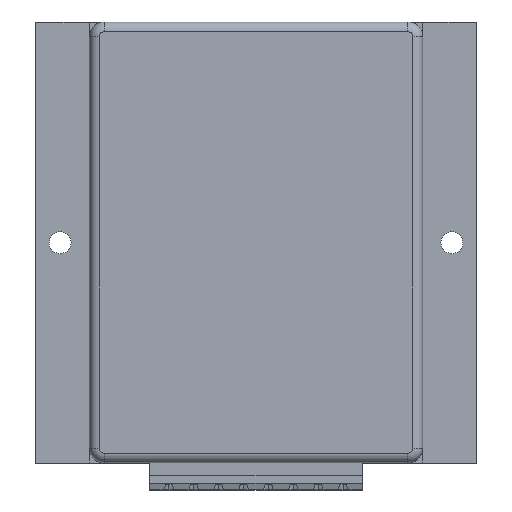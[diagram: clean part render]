
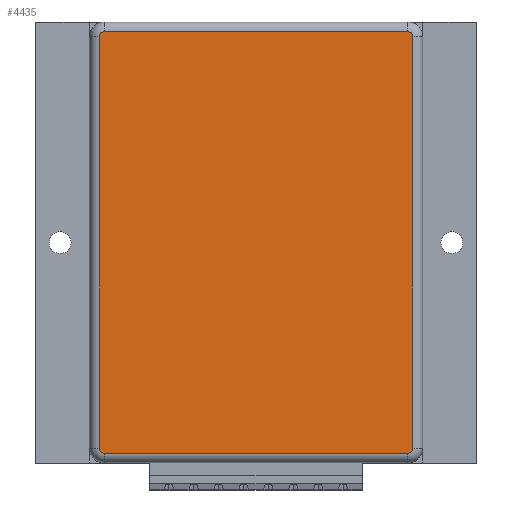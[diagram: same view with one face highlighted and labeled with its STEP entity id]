
A CAD part, top view. The second image highlights one B-rep face of the part: STEP entity #4435.
In plain terms, the highlighted planar face has unit normal (0, 0, 1).
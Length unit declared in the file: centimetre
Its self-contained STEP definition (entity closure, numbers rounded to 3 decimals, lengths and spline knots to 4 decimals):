
#230=CIRCLE('',#4708,0.1);
#236=CIRCLE('',#4717,0.1);
#240=CIRCLE('',#4722,0.1);
#244=CIRCLE('',#4729,0.1);
#380=VERTEX_POINT('',#6176);
#381=VERTEX_POINT('',#6178);
#384=VERTEX_POINT('',#6185);
#385=VERTEX_POINT('',#6190);
#388=VERTEX_POINT('',#6197);
#389=VERTEX_POINT('',#6202);
#392=VERTEX_POINT('',#6209);
#393=VERTEX_POINT('',#6214);
#790=VECTOR('',#5074,1.);
#793=VECTOR('',#5081,1.);
#794=VECTOR('',#5100,1.);
#797=VECTOR('',#5107,1.);
#1304=LINE('',#6186,#790);
#1307=LINE('',#6193,#793);
#1308=LINE('',#6210,#794);
#1311=LINE('',#6217,#797);
#1841=EDGE_CURVE('',#380,#381,#230,.T.);
#1845=EDGE_CURVE('',#384,#380,#1304,.T.);
#1849=EDGE_CURVE('',#381,#385,#1307,.T.);
#1851=EDGE_CURVE('',#388,#384,#236,.T.);
#1855=EDGE_CURVE('',#385,#389,#240,.T.);
#1857=EDGE_CURVE('',#392,#388,#1308,.T.);
#1861=EDGE_CURVE('',#389,#393,#1311,.T.);
#1863=EDGE_CURVE('',#393,#392,#244,.T.);
#2595=ORIENTED_EDGE('',*,*,#1841,.F.);
#2596=ORIENTED_EDGE('',*,*,#1845,.F.);
#2597=ORIENTED_EDGE('',*,*,#1851,.F.);
#2598=ORIENTED_EDGE('',*,*,#1857,.F.);
#2599=ORIENTED_EDGE('',*,*,#1863,.F.);
#2600=ORIENTED_EDGE('',*,*,#1861,.F.);
#2601=ORIENTED_EDGE('',*,*,#1855,.F.);
#2602=ORIENTED_EDGE('',*,*,#1849,.F.);
#3825=EDGE_LOOP('',(#2595,#2596,#2597,#2598,#2599,#2600,#2601,#2602));
#4133=FACE_BOUND('',#3825,.T.);
#4435=ADVANCED_FACE('',(#4133),#7560,.T.);
#4708=AXIS2_PLACEMENT_3D('',#6177,#5064,#5065);
#4717=AXIS2_PLACEMENT_3D('',#6198,#5085,#5086);
#4722=AXIS2_PLACEMENT_3D('',#6205,#5094,#5095);
#4729=AXIS2_PLACEMENT_3D('',#6220,#5111,#5112);
#4736=AXIS2_PLACEMENT_3D('',#6257,#5138,$);
#5064=DIRECTION('',(0.,0.,-1.));
#5065=DIRECTION('',(-0.071,-0.071,0.));
#5074=DIRECTION('',(-1.,0.,0.));
#5081=DIRECTION('',(0.,1.,0.));
#5085=DIRECTION('',(0.,0.,-1.));
#5086=DIRECTION('',(0.071,-0.071,0.));
#5094=DIRECTION('',(0.,0.,-1.));
#5095=DIRECTION('',(-0.071,0.071,0.));
#5100=DIRECTION('',(0.,-1.,0.));
#5107=DIRECTION('',(1.,0.,0.));
#5111=DIRECTION('',(0.,0.,-1.));
#5112=DIRECTION('',(0.071,0.071,0.));
#5138=DIRECTION('',(0.,0.,1.));
#6176=CARTESIAN_POINT('',(-3.1,-4.3,2.55));
#6177=CARTESIAN_POINT('',(-3.1,-4.2,2.55));
#6178=CARTESIAN_POINT('',(-3.2,-4.2,2.55));
#6185=CARTESIAN_POINT('',(3.1,-4.3,2.55));
#6186=CARTESIAN_POINT('',(0.,-4.3,2.55));
#6190=CARTESIAN_POINT('',(-3.2,4.2,2.55));
#6193=CARTESIAN_POINT('',(-3.2,0.,2.55));
#6197=CARTESIAN_POINT('',(3.2,-4.2,2.55));
#6198=CARTESIAN_POINT('',(3.1,-4.2,2.55));
#6202=CARTESIAN_POINT('',(-3.1,4.3,2.55));
#6205=CARTESIAN_POINT('',(-3.1,4.2,2.55));
#6209=CARTESIAN_POINT('',(3.2,4.2,2.55));
#6210=CARTESIAN_POINT('',(3.2,0.,2.55));
#6214=CARTESIAN_POINT('',(3.1,4.3,2.55));
#6217=CARTESIAN_POINT('',(0.,4.3,2.55));
#6220=CARTESIAN_POINT('',(3.1,4.2,2.55));
#6257=CARTESIAN_POINT('',(0.,0.,2.55));
#7560=PLANE('',#4736);
